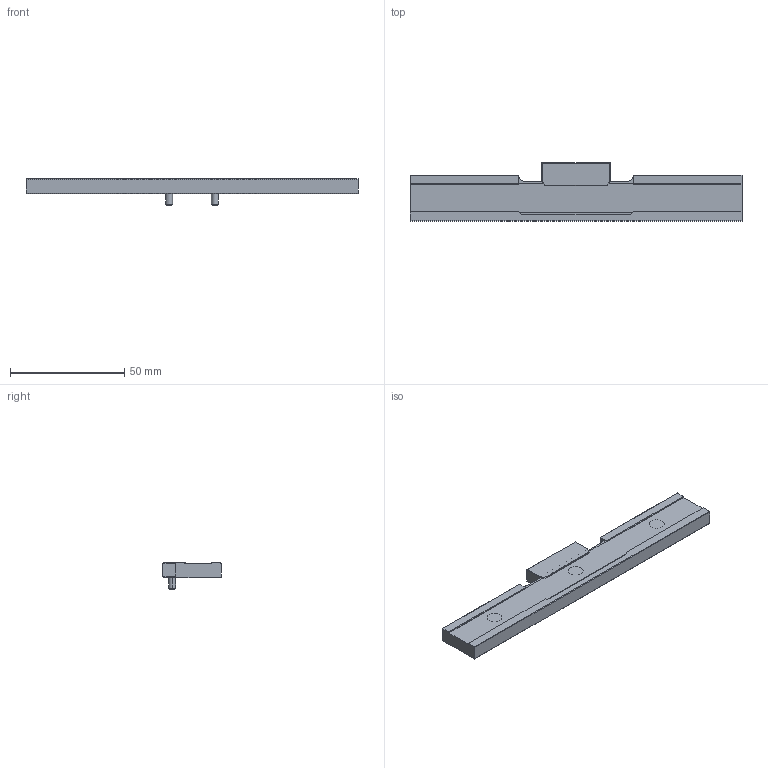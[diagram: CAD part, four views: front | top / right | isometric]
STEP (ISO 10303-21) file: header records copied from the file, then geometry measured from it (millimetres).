
FILE_DESCRIPTION((''),'2;1');
FILE_NAME('1236605-01-Z01','2021-05-05T15:26:34',('AT10150'),(''),'CREO PARAMETRIC BY PTC INC, 2019164','CREO PARAMETRIC BY PTC INC, 2019164','');
FILE_SCHEMA(('AUTOMOTIVE_DESIGN { 1 0 10303 214 1 1 1 1 }'));
Length unit declared in the file: millimetre
Products named in the file (1): 1236605-01-Z01
Bounding box: 145 x 25.4 x 11.4 mm (x, y, z)
Volume: 18197.3 mm3; surface area: 9295.7 mm2
Topology: 1 solids, 1 shells, 83 faces, 258 edges, 188 vertices
Faces by surface type: plane 51, cylinder 28, cone 4
Entity records: 3669 total; most frequent: DIRECTION 490, CARTESIAN_POINT 483, ORIENTED_EDGE 408, PRESENTATION_STYLE_ASSIGNMENT 259, STYLED_ITEM 259, CURVE_STYLE 258, EDGE_CURVE 204, VECTOR 190
